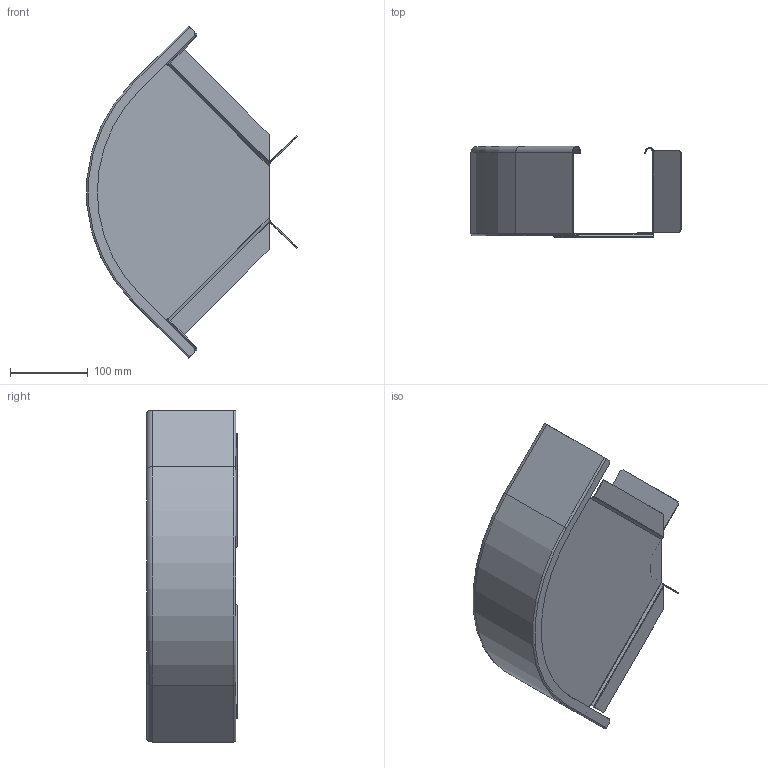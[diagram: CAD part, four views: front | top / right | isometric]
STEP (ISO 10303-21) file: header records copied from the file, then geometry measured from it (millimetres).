
FILE_DESCRIPTION((''),'2;1');
FILE_NAME('7001916_ASM','2014-05-14T',('AndreasKeweloh'),(''),'PRO/ENGINEER BY PARAMETRIC TECHNOLOGY CORPORATION, 2014000','PRO/ENGINEER BY PARAMETRIC TECHNOLOGY CORPORATION, 2014000','');
FILE_SCHEMA(('CONFIG_CONTROL_DESIGN'));
Length unit declared in the file: millimetre
Products named in the file (4): 7001916AUSSENHOLM85200_2; 7001916BODENBLECH90200_2; 7001916WINKELVERBINDER_2; 7001916_ASM
Assembly tree (3 placements, depth 2):
  7001916_ASM
    7001916AUSSENHOLM85200_2
    7001916BODENBLECH90200_2
    7001916WINKELVERBINDER_2
Bounding box: 269.75 x 116.75 x 426.39 mm (x, y, z)
Volume: 177755.2 mm3; surface area: 312055.3 mm2
Topology: 3 solids, 3 shells, 122 faces, 316 edges, 196 vertices
Faces by surface type: plane 69, cylinder 33, bspline 13, torus 4, cone 3
Entity records: 5043 total; most frequent: CARTESIAN_POINT 2049, ORIENTED_EDGE 624, DIRECTION 570, EDGE_CURVE 312, VECTOR 222, LINE 222, VERTEX_POINT 196, AXIS2_PLACEMENT_3D 174
